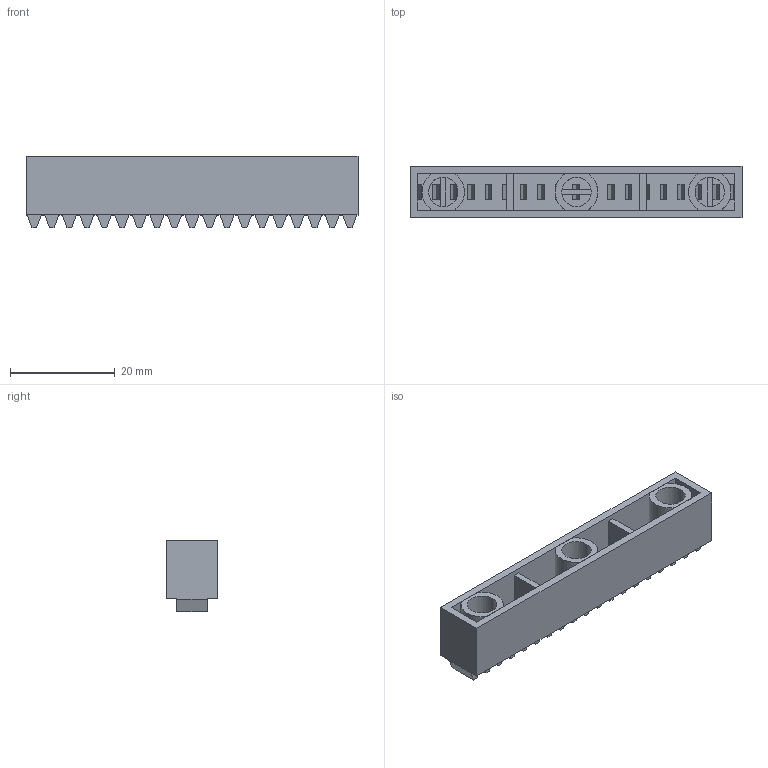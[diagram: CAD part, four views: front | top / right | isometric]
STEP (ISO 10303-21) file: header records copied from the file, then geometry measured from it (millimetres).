
FILE_DESCRIPTION (( 'STEP AP203' ), '1' );
FILE_NAME ('RACK.STEP', '2011-01-27T15:00:36', ( '' ), ( '' ), 'SwSTEP 2.0', 'SolidWorks 2010', '' );
FILE_SCHEMA (( 'CONFIG_CONTROL_DESIGN' ));
Length unit declared in the file: inch
Products named in the file (1): RACK
Bounding box: 63.3 x 9.8 x 13.65 mm (x, y, z)
Volume: 3995 mm3; surface area: 6031.1 mm2
Topology: 1 solids, 1 shells, 227 faces, 639 edges, 420 vertices
Faces by surface type: plane 212, cylinder 15
Entity records: 7304 total; most frequent: CARTESIAN_POINT 1287, ORIENTED_EDGE 1278, DIRECTION 1155, EDGE_CURVE 639, VECTOR 579, LINE 579, VERTEX_POINT 420, AXIS2_PLACEMENT_3D 288
